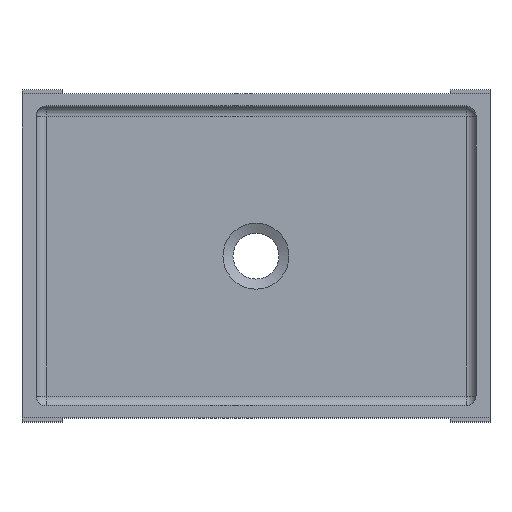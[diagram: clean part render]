
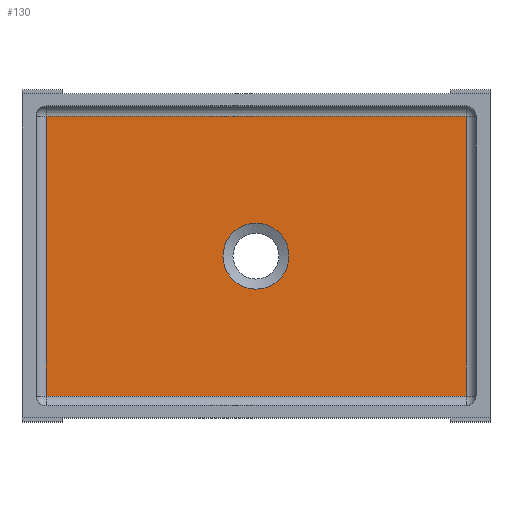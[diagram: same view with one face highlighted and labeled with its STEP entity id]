
A CAD part, top view. The second image highlights one B-rep face of the part: STEP entity #130.
In plain terms, the highlighted planar face has unit normal (0, 0, 1).
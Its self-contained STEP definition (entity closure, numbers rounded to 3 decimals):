
#130=ADVANCED_FACE('',(#380,#199),#173,.T.);
#173=PLANE('',#889);
#199=FACE_OUTER_BOUND('',#402,.T.);
#278=LINE('',#1298,#352);
#279=LINE('',#1301,#353);
#280=LINE('',#1303,#354);
#281=LINE('',#1305,#355);
#352=VECTOR('',#1043,1.);
#353=VECTOR('',#1044,1.);
#354=VECTOR('',#1045,1.);
#355=VECTOR('',#1046,1.);
#380=FACE_BOUND('',#401,.T.);
#401=EDGE_LOOP('',(#516));
#402=EDGE_LOOP('',(#517,#518,#519,#520));
#516=ORIENTED_EDGE('',*,*,#783,.T.);
#517=ORIENTED_EDGE('',*,*,#784,.T.);
#518=ORIENTED_EDGE('',*,*,#785,.T.);
#519=ORIENTED_EDGE('',*,*,#786,.T.);
#520=ORIENTED_EDGE('',*,*,#787,.T.);
#702=VERTEX_POINT('',#1297);
#703=VERTEX_POINT('',#1299);
#704=VERTEX_POINT('',#1300);
#705=VERTEX_POINT('',#1302);
#706=VERTEX_POINT('',#1304);
#783=EDGE_CURVE('',#702,#702,#842,.T.);
#784=EDGE_CURVE('',#703,#704,#278,.T.);
#785=EDGE_CURVE('',#704,#705,#279,.T.);
#786=EDGE_CURVE('',#705,#706,#280,.T.);
#787=EDGE_CURVE('',#706,#703,#281,.T.);
#842=CIRCLE('',#888,33.);
#888=AXIS2_PLACEMENT_3D('',#1296,#1041,#1042);
#889=AXIS2_PLACEMENT_3D('',#1306,#1047,#1048);
#1041=DIRECTION('',(0.,0.,-1.));
#1042=DIRECTION('',(1.,0.,0.));
#1043=DIRECTION('',(1.,0.,0.));
#1044=DIRECTION('',(0.,1.,0.));
#1045=DIRECTION('',(-1.,0.,0.));
#1046=DIRECTION('',(0.,-1.,0.));
#1047=DIRECTION('',(0.,0.,1.));
#1048=DIRECTION('',(1.,0.,0.));
#1296=CARTESIAN_POINT('',(-90.,87.,-120.));
#1297=CARTESIAN_POINT('',(-57.,87.,-120.));
#1298=CARTESIAN_POINT('',(130.,-53.,-120.));
#1299=CARTESIAN_POINT('',(-300.,-53.,-120.));
#1300=CARTESIAN_POINT('',(120.,-53.,-120.));
#1301=CARTESIAN_POINT('',(120.,237.,-120.));
#1302=CARTESIAN_POINT('',(120.,227.,-120.));
#1303=CARTESIAN_POINT('',(-310.,227.,-120.));
#1304=CARTESIAN_POINT('',(-300.,227.,-120.));
#1305=CARTESIAN_POINT('',(-300.,-63.,-120.));
#1306=CARTESIAN_POINT('',(-324.,-75.,-120.));
